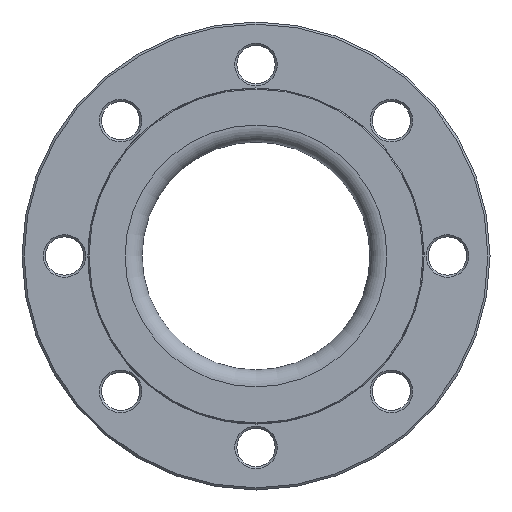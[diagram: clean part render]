
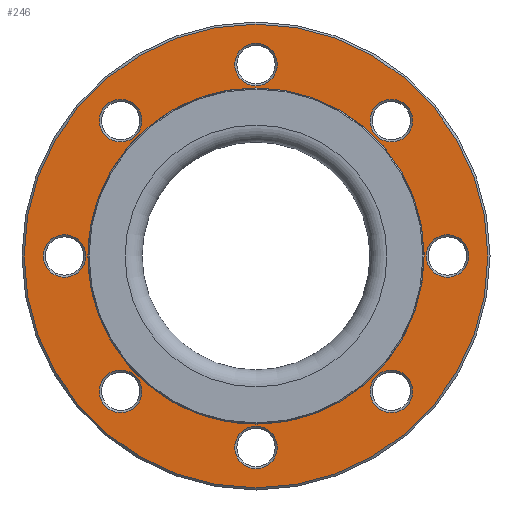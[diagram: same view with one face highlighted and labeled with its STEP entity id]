
A CAD part, left-side view. The second image highlights one B-rep face of the part: STEP entity #246.
In plain terms, the highlighted planar face has unit normal (-1, 0, 0).
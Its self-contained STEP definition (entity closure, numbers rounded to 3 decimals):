
#59=CARTESIAN_POINT('',(-97.,0.,0.));
#60=DIRECTION('',(-1.,0.,0.));
#61=DIRECTION('',(-0.,0.,-1.));
#62=AXIS2_PLACEMENT_3D('',#59,#60,#61);
#63=PLANE('',#62);
#64=CARTESIAN_POINT('',(-97.,-0.,63.904));
#65=VERTEX_POINT('',#64);
#66=CARTESIAN_POINT('',(-97.,0.,0.));
#67=DIRECTION('',(1.,-0.,-0.));
#68=DIRECTION('',(0.,0.,1.));
#69=AXIS2_PLACEMENT_3D('',#66,#67,#68);
#70=CIRCLE('',#69,63.904);
#71=EDGE_CURVE('',#65,#65,#70,.T.);
#72=ORIENTED_EDGE('',*,*,#71,.T.);
#73=EDGE_LOOP('',(#72));
#74=FACE_BOUND('',#73,.T.);
#75=CARTESIAN_POINT('',(-97.,-0.,-109.));
#76=VERTEX_POINT('',#75);
#77=CARTESIAN_POINT('',(-97.,0.,0.));
#78=DIRECTION('',(-1.,-0.,0.));
#79=DIRECTION('',(-0.,0.,-1.));
#80=AXIS2_PLACEMENT_3D('',#77,#78,#79);
#81=CIRCLE('',#80,109.);
#82=EDGE_CURVE('',#76,#76,#81,.T.);
#83=ORIENTED_EDGE('',*,*,#82,.T.);
#84=EDGE_LOOP('',(#83));
#85=FACE_BOUND('',#84,.T.);
#86=CARTESIAN_POINT('',(-97.,90.,-10.));
#87=VERTEX_POINT('',#86);
#88=CARTESIAN_POINT('',(-97.,90.,10.));
#89=VERTEX_POINT('',#88);
#90=CARTESIAN_POINT('',(-97.,90.,0.));
#91=DIRECTION('',(1.,0.,-0.));
#92=DIRECTION('',(-0.,0.,-1.));
#93=AXIS2_PLACEMENT_3D('',#90,#91,#92);
#94=CIRCLE('',#93,10.);
#95=EDGE_CURVE('',#87,#89,#94,.T.);
#96=ORIENTED_EDGE('',*,*,#95,.T.);
#97=CARTESIAN_POINT('',(-97.,90.,0.));
#98=DIRECTION('',(1.,0.,-0.));
#99=DIRECTION('',(-0.,0.,-1.));
#100=AXIS2_PLACEMENT_3D('',#97,#98,#99);
#101=CIRCLE('',#100,10.);
#102=EDGE_CURVE('',#89,#87,#101,.T.);
#103=ORIENTED_EDGE('',*,*,#102,.T.);
#104=EDGE_LOOP('',(#96,#103));
#105=FACE_BOUND('',#104,.T.);
#106=CARTESIAN_POINT('',(-97.,-63.64,53.64));
#107=VERTEX_POINT('',#106);
#108=CARTESIAN_POINT('',(-97.,-63.64,73.64));
#109=VERTEX_POINT('',#108);
#110=CARTESIAN_POINT('',(-97.,-63.64,63.64));
#111=DIRECTION('',(1.,0.,-0.));
#112=DIRECTION('',(-0.,0.,-1.));
#113=AXIS2_PLACEMENT_3D('',#110,#111,#112);
#114=CIRCLE('',#113,10.);
#115=EDGE_CURVE('',#107,#109,#114,.T.);
#116=ORIENTED_EDGE('',*,*,#115,.T.);
#117=CARTESIAN_POINT('',(-97.,-63.64,63.64));
#118=DIRECTION('',(1.,0.,-0.));
#119=DIRECTION('',(-0.,0.,-1.));
#120=AXIS2_PLACEMENT_3D('',#117,#118,#119);
#121=CIRCLE('',#120,10.);
#122=EDGE_CURVE('',#109,#107,#121,.T.);
#123=ORIENTED_EDGE('',*,*,#122,.T.);
#124=EDGE_LOOP('',(#116,#123));
#125=FACE_BOUND('',#124,.T.);
#126=CARTESIAN_POINT('',(-97.,63.64,53.64));
#127=VERTEX_POINT('',#126);
#128=CARTESIAN_POINT('',(-97.,63.64,73.64));
#129=VERTEX_POINT('',#128);
#130=CARTESIAN_POINT('',(-97.,63.64,63.64));
#131=DIRECTION('',(1.,0.,-0.));
#132=DIRECTION('',(-0.,0.,-1.));
#133=AXIS2_PLACEMENT_3D('',#130,#131,#132);
#134=CIRCLE('',#133,10.);
#135=EDGE_CURVE('',#127,#129,#134,.T.);
#136=ORIENTED_EDGE('',*,*,#135,.T.);
#137=CARTESIAN_POINT('',(-97.,63.64,63.64));
#138=DIRECTION('',(1.,0.,-0.));
#139=DIRECTION('',(-0.,0.,-1.));
#140=AXIS2_PLACEMENT_3D('',#137,#138,#139);
#141=CIRCLE('',#140,10.);
#142=EDGE_CURVE('',#129,#127,#141,.T.);
#143=ORIENTED_EDGE('',*,*,#142,.T.);
#144=EDGE_LOOP('',(#136,#143));
#145=FACE_BOUND('',#144,.T.);
#146=CARTESIAN_POINT('',(-97.,-0.,80.));
#147=VERTEX_POINT('',#146);
#148=CARTESIAN_POINT('',(-97.,-0.,100.));
#149=VERTEX_POINT('',#148);
#150=CARTESIAN_POINT('',(-97.,-0.,90.));
#151=DIRECTION('',(1.,0.,-0.));
#152=DIRECTION('',(-0.,0.,-1.));
#153=AXIS2_PLACEMENT_3D('',#150,#151,#152);
#154=CIRCLE('',#153,10.);
#155=EDGE_CURVE('',#147,#149,#154,.T.);
#156=ORIENTED_EDGE('',*,*,#155,.T.);
#157=CARTESIAN_POINT('',(-97.,-0.,90.));
#158=DIRECTION('',(1.,0.,-0.));
#159=DIRECTION('',(-0.,0.,-1.));
#160=AXIS2_PLACEMENT_3D('',#157,#158,#159);
#161=CIRCLE('',#160,10.);
#162=EDGE_CURVE('',#149,#147,#161,.T.);
#163=ORIENTED_EDGE('',*,*,#162,.T.);
#164=EDGE_LOOP('',(#156,#163));
#165=FACE_BOUND('',#164,.T.);
#166=CARTESIAN_POINT('',(-97.,63.64,-73.64));
#167=VERTEX_POINT('',#166);
#168=CARTESIAN_POINT('',(-97.,63.64,-53.64));
#169=VERTEX_POINT('',#168);
#170=CARTESIAN_POINT('',(-97.,63.64,-63.64));
#171=DIRECTION('',(1.,0.,-0.));
#172=DIRECTION('',(-0.,0.,-1.));
#173=AXIS2_PLACEMENT_3D('',#170,#171,#172);
#174=CIRCLE('',#173,10.);
#175=EDGE_CURVE('',#167,#169,#174,.T.);
#176=ORIENTED_EDGE('',*,*,#175,.T.);
#177=CARTESIAN_POINT('',(-97.,63.64,-63.64));
#178=DIRECTION('',(1.,0.,-0.));
#179=DIRECTION('',(-0.,0.,-1.));
#180=AXIS2_PLACEMENT_3D('',#177,#178,#179);
#181=CIRCLE('',#180,10.);
#182=EDGE_CURVE('',#169,#167,#181,.T.);
#183=ORIENTED_EDGE('',*,*,#182,.T.);
#184=EDGE_LOOP('',(#176,#183));
#185=FACE_BOUND('',#184,.T.);
#186=CARTESIAN_POINT('',(-97.,-90.,-10.));
#187=VERTEX_POINT('',#186);
#188=CARTESIAN_POINT('',(-97.,-90.,10.));
#189=VERTEX_POINT('',#188);
#190=CARTESIAN_POINT('',(-97.,-90.,0.));
#191=DIRECTION('',(1.,0.,-0.));
#192=DIRECTION('',(-0.,0.,-1.));
#193=AXIS2_PLACEMENT_3D('',#190,#191,#192);
#194=CIRCLE('',#193,10.);
#195=EDGE_CURVE('',#187,#189,#194,.T.);
#196=ORIENTED_EDGE('',*,*,#195,.T.);
#197=CARTESIAN_POINT('',(-97.,-90.,0.));
#198=DIRECTION('',(1.,0.,-0.));
#199=DIRECTION('',(-0.,0.,-1.));
#200=AXIS2_PLACEMENT_3D('',#197,#198,#199);
#201=CIRCLE('',#200,10.);
#202=EDGE_CURVE('',#189,#187,#201,.T.);
#203=ORIENTED_EDGE('',*,*,#202,.T.);
#204=EDGE_LOOP('',(#196,#203));
#205=FACE_BOUND('',#204,.T.);
#206=CARTESIAN_POINT('',(-97.,-0.,-100.));
#207=VERTEX_POINT('',#206);
#208=CARTESIAN_POINT('',(-97.,-0.,-80.));
#209=VERTEX_POINT('',#208);
#210=CARTESIAN_POINT('',(-97.,-0.,-90.));
#211=DIRECTION('',(1.,0.,-0.));
#212=DIRECTION('',(-0.,0.,-1.));
#213=AXIS2_PLACEMENT_3D('',#210,#211,#212);
#214=CIRCLE('',#213,10.);
#215=EDGE_CURVE('',#207,#209,#214,.T.);
#216=ORIENTED_EDGE('',*,*,#215,.T.);
#217=CARTESIAN_POINT('',(-97.,-0.,-90.));
#218=DIRECTION('',(1.,0.,-0.));
#219=DIRECTION('',(-0.,0.,-1.));
#220=AXIS2_PLACEMENT_3D('',#217,#218,#219);
#221=CIRCLE('',#220,10.);
#222=EDGE_CURVE('',#209,#207,#221,.T.);
#223=ORIENTED_EDGE('',*,*,#222,.T.);
#224=EDGE_LOOP('',(#216,#223));
#225=FACE_BOUND('',#224,.T.);
#226=CARTESIAN_POINT('',(-97.,-63.64,-73.64));
#227=VERTEX_POINT('',#226);
#228=CARTESIAN_POINT('',(-97.,-63.64,-53.64));
#229=VERTEX_POINT('',#228);
#230=CARTESIAN_POINT('',(-97.,-63.64,-63.64));
#231=DIRECTION('',(1.,0.,-0.));
#232=DIRECTION('',(-0.,0.,-1.));
#233=AXIS2_PLACEMENT_3D('',#230,#231,#232);
#234=CIRCLE('',#233,10.);
#235=EDGE_CURVE('',#227,#229,#234,.T.);
#236=ORIENTED_EDGE('',*,*,#235,.T.);
#237=CARTESIAN_POINT('',(-97.,-63.64,-63.64));
#238=DIRECTION('',(1.,0.,-0.));
#239=DIRECTION('',(-0.,0.,-1.));
#240=AXIS2_PLACEMENT_3D('',#237,#238,#239);
#241=CIRCLE('',#240,10.);
#242=EDGE_CURVE('',#229,#227,#241,.T.);
#243=ORIENTED_EDGE('',*,*,#242,.T.);
#244=EDGE_LOOP('',(#236,#243));
#245=FACE_BOUND('',#244,.T.);
#246=ADVANCED_FACE('',(#74,#85,#105,#125,#145,#165,#185,#205,#225,#245),#63,.T.);
